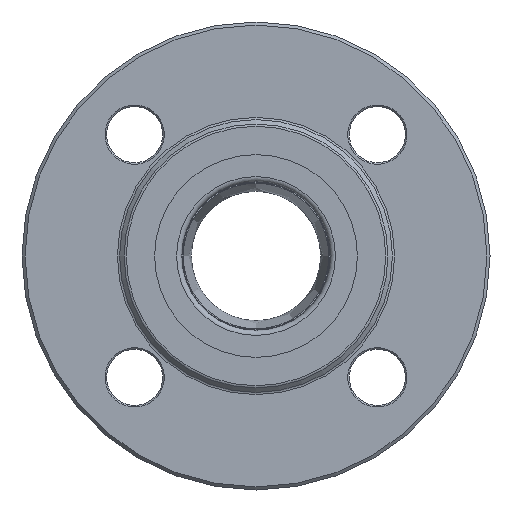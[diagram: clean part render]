
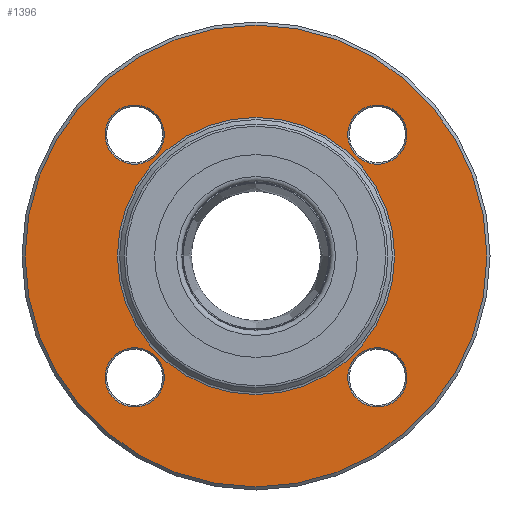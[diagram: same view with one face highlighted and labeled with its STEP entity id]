
A CAD part, left-side view. The second image highlights one B-rep face of the part: STEP entity #1396.
In plain terms, the highlighted planar face has unit normal (-1, 0, 0).
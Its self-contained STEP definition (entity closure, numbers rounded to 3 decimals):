
#1275=CARTESIAN_POINT('',(-57.7,-0.,-44.414));
#1276=VERTEX_POINT('',#1275);
#1287=CARTESIAN_POINT('',(-57.7,-0.,-0.));
#1288=DIRECTION('',(1.,0.,0.));
#1289=DIRECTION('',(0.,0.,-1.));
#1290=AXIS2_PLACEMENT_3D('',#1287,#1288,#1289);
#1291=CIRCLE('',#1290,44.414);
#1292=EDGE_CURVE('',#1276,#1276,#1291,.T.);
#1297=CARTESIAN_POINT('',(-57.7,-0.,-0.));
#1298=DIRECTION('',(1.,0.,0.));
#1299=DIRECTION('',(0.,0.,-1.));
#1300=AXIS2_PLACEMENT_3D('',#1297,#1298,#1299);
#1301=PLANE('',#1300);
#1302=CARTESIAN_POINT('',(-57.7,38.891,-48.391));
#1303=VERTEX_POINT('',#1302);
#1304=CARTESIAN_POINT('',(-57.7,38.891,-29.391));
#1305=VERTEX_POINT('',#1304);
#1306=CARTESIAN_POINT('',(-57.7,38.891,-38.891));
#1307=DIRECTION('',(1.,0.,0.));
#1308=DIRECTION('',(0.,0.,-1.));
#1309=AXIS2_PLACEMENT_3D('',#1306,#1307,#1308);
#1310=CIRCLE('',#1309,9.5);
#1311=EDGE_CURVE('',#1303,#1305,#1310,.T.);
#1312=ORIENTED_EDGE('',*,*,#1311,.T.);
#1313=CARTESIAN_POINT('',(-57.7,38.891,-38.891));
#1314=DIRECTION('',(1.,0.,0.));
#1315=DIRECTION('',(0.,0.,-1.));
#1316=AXIS2_PLACEMENT_3D('',#1313,#1314,#1315);
#1317=CIRCLE('',#1316,9.5);
#1318=EDGE_CURVE('',#1305,#1303,#1317,.T.);
#1319=ORIENTED_EDGE('',*,*,#1318,.T.);
#1320=EDGE_LOOP('',(#1312,#1319));
#1321=FACE_BOUND('',#1320,.T.);
#1322=CARTESIAN_POINT('',(-57.7,38.891,29.391));
#1323=VERTEX_POINT('',#1322);
#1324=CARTESIAN_POINT('',(-57.7,38.891,48.391));
#1325=VERTEX_POINT('',#1324);
#1326=CARTESIAN_POINT('',(-57.7,38.891,38.891));
#1327=DIRECTION('',(1.,0.,0.));
#1328=DIRECTION('',(0.,0.,-1.));
#1329=AXIS2_PLACEMENT_3D('',#1326,#1327,#1328);
#1330=CIRCLE('',#1329,9.5);
#1331=EDGE_CURVE('',#1323,#1325,#1330,.T.);
#1332=ORIENTED_EDGE('',*,*,#1331,.T.);
#1333=CARTESIAN_POINT('',(-57.7,38.891,38.891));
#1334=DIRECTION('',(1.,0.,0.));
#1335=DIRECTION('',(0.,0.,-1.));
#1336=AXIS2_PLACEMENT_3D('',#1333,#1334,#1335);
#1337=CIRCLE('',#1336,9.5);
#1338=EDGE_CURVE('',#1325,#1323,#1337,.T.);
#1339=ORIENTED_EDGE('',*,*,#1338,.T.);
#1340=EDGE_LOOP('',(#1332,#1339));
#1341=FACE_BOUND('',#1340,.T.);
#1342=CARTESIAN_POINT('',(-57.7,-38.891,29.391));
#1343=VERTEX_POINT('',#1342);
#1344=CARTESIAN_POINT('',(-57.7,-38.891,48.391));
#1345=VERTEX_POINT('',#1344);
#1346=CARTESIAN_POINT('',(-57.7,-38.891,38.891));
#1347=DIRECTION('',(1.,0.,0.));
#1348=DIRECTION('',(0.,0.,-1.));
#1349=AXIS2_PLACEMENT_3D('',#1346,#1347,#1348);
#1350=CIRCLE('',#1349,9.5);
#1351=EDGE_CURVE('',#1343,#1345,#1350,.T.);
#1352=ORIENTED_EDGE('',*,*,#1351,.T.);
#1353=CARTESIAN_POINT('',(-57.7,-38.891,38.891));
#1354=DIRECTION('',(1.,0.,0.));
#1355=DIRECTION('',(0.,0.,-1.));
#1356=AXIS2_PLACEMENT_3D('',#1353,#1354,#1355);
#1357=CIRCLE('',#1356,9.5);
#1358=EDGE_CURVE('',#1345,#1343,#1357,.T.);
#1359=ORIENTED_EDGE('',*,*,#1358,.T.);
#1360=EDGE_LOOP('',(#1352,#1359));
#1361=FACE_BOUND('',#1360,.T.);
#1362=CARTESIAN_POINT('',(-57.7,-38.891,-48.391));
#1363=VERTEX_POINT('',#1362);
#1364=CARTESIAN_POINT('',(-57.7,-38.891,-29.391));
#1365=VERTEX_POINT('',#1364);
#1366=CARTESIAN_POINT('',(-57.7,-38.891,-38.891));
#1367=DIRECTION('',(1.,0.,0.));
#1368=DIRECTION('',(0.,0.,-1.));
#1369=AXIS2_PLACEMENT_3D('',#1366,#1367,#1368);
#1370=CIRCLE('',#1369,9.5);
#1371=EDGE_CURVE('',#1363,#1365,#1370,.T.);
#1372=ORIENTED_EDGE('',*,*,#1371,.T.);
#1373=CARTESIAN_POINT('',(-57.7,-38.891,-38.891));
#1374=DIRECTION('',(1.,0.,0.));
#1375=DIRECTION('',(0.,0.,-1.));
#1376=AXIS2_PLACEMENT_3D('',#1373,#1374,#1375);
#1377=CIRCLE('',#1376,9.5);
#1378=EDGE_CURVE('',#1365,#1363,#1377,.T.);
#1379=ORIENTED_EDGE('',*,*,#1378,.T.);
#1380=EDGE_LOOP('',(#1372,#1379));
#1381=FACE_BOUND('',#1380,.T.);
#1382=CARTESIAN_POINT('',(-57.7,-0.,-74.));
#1383=VERTEX_POINT('',#1382);
#1384=CARTESIAN_POINT('',(-57.7,-0.,-0.));
#1385=DIRECTION('',(-1.,-0.,-0.));
#1386=DIRECTION('',(0.,0.,-1.));
#1387=AXIS2_PLACEMENT_3D('',#1384,#1385,#1386);
#1388=CIRCLE('',#1387,74.);
#1389=EDGE_CURVE('',#1383,#1383,#1388,.T.);
#1390=ORIENTED_EDGE('',*,*,#1389,.T.);
#1391=EDGE_LOOP('',(#1390));
#1392=FACE_BOUND('',#1391,.T.);
#1393=ORIENTED_EDGE('',*,*,#1292,.T.);
#1394=EDGE_LOOP('',(#1393));
#1395=FACE_BOUND('',#1394,.T.);
#1396=ADVANCED_FACE('',(#1321,#1341,#1361,#1381,#1392,#1395),#1301,.F.);
